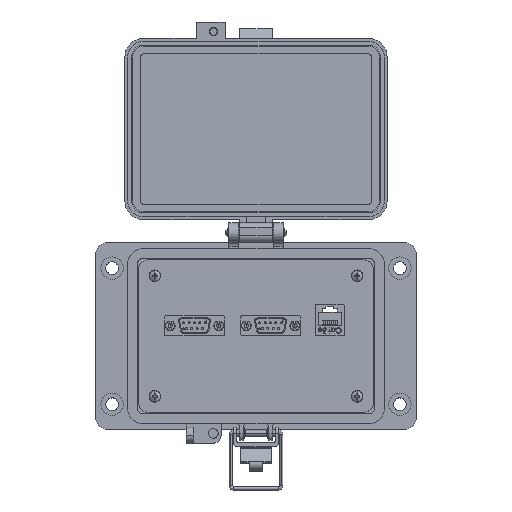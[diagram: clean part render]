
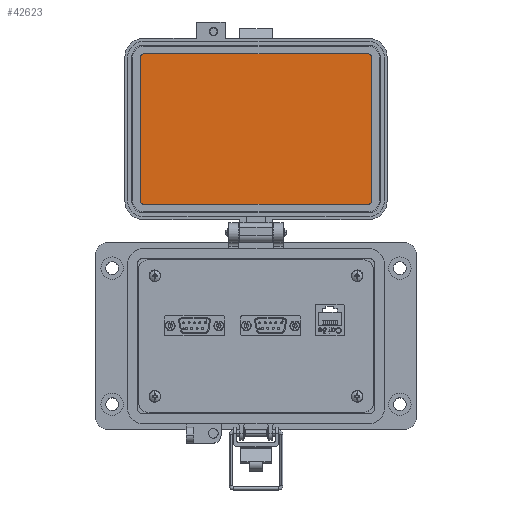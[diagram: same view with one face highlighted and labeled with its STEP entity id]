
A CAD part, top view. The second image highlights one B-rep face of the part: STEP entity #42623.
In plain terms, the highlighted planar face has unit normal (0, 0, 1).
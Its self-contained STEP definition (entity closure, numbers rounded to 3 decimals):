
#1483 = CARTESIAN_POINT ( 'NONE',  ( 57.717, 145.119, 8.694 ) ) ;
#1863 = ORIENTED_EDGE ( 'NONE', *, *, #16783, .F. ) ;
#1872 = EDGE_CURVE ( 'NONE', #63907, #59979, #61636, .T. ) ;
#2284 = CARTESIAN_POINT ( 'NONE',  ( -59.505, 69.55, 8.694 ) ) ;
#3655 = CIRCLE ( 'NONE', #27436, 1.785 ) ;
#3938 = EDGE_CURVE ( 'NONE', #51858, #62191, #12740, .T. ) ;
#5038 = CARTESIAN_POINT ( 'NONE',  ( -57.72, 143.334, 8.694 ) ) ;
#6474 = DIRECTION ( 'NONE',  ( 0., 0., -1. ) ) ;
#6805 = EDGE_CURVE ( 'NONE', #30402, #51858, #49444, .T. ) ;
#9177 = ORIENTED_EDGE ( 'NONE', *, *, #1872, .F. ) ;
#9401 = ORIENTED_EDGE ( 'NONE', *, *, #14227, .F. ) ;
#9588 = CARTESIAN_POINT ( 'NONE',  ( 59.502, 143.334, 8.694 ) ) ;
#9778 = LINE ( 'NONE', #24337, #17567 ) ;
#12740 = LINE ( 'NONE', #13376, #15263 ) ;
#13130 = DIRECTION ( 'NONE',  ( 0., -1., 0. ) ) ;
#13376 = CARTESIAN_POINT ( 'NONE',  ( 57.717, 145.119, 8.694 ) ) ;
#14227 = EDGE_CURVE ( 'NONE', #62191, #15477, #3655, .T. ) ;
#14522 = CARTESIAN_POINT ( 'NONE',  ( -30.745, 145.119, 8.694 ) ) ;
#14608 = CIRCLE ( 'NONE', #43571, 1.785 ) ;
#15263 = VECTOR ( 'NONE', #57992, 1000. ) ;
#15345 = CARTESIAN_POINT ( 'NONE',  ( 59.502, 69.55, 8.694 ) ) ;
#15477 = VERTEX_POINT ( 'NONE', #9588 ) ;
#16783 = EDGE_CURVE ( 'NONE', #15477, #40278, #37077, .T. ) ;
#17094 = DIRECTION ( 'NONE',  ( 0., -1., 0. ) ) ;
#17567 = VECTOR ( 'NONE', #34048, 1000. ) ;
#20443 = CARTESIAN_POINT ( 'NONE',  ( 57.717, 143.334, 8.694 ) ) ;
#21033 = DIRECTION ( 'NONE',  ( 0., -1., 0. ) ) ;
#21288 = CARTESIAN_POINT ( 'NONE',  ( 57.717, 69.55, 8.694 ) ) ;
#22412 = DIRECTION ( 'NONE',  ( 0., 0., 1. ) ) ;
#22705 = EDGE_CURVE ( 'NONE', #33446, #63907, #9778, .T. ) ;
#24337 = CARTESIAN_POINT ( 'NONE',  ( -57.72, 67.765, 8.694 ) ) ;
#24543 = PLANE ( 'NONE',  #54510 ) ;
#24770 = DIRECTION ( 'NONE',  ( 0., 0., -1. ) ) ;
#24865 = EDGE_CURVE ( 'NONE', #40278, #33446, #14608, .T. ) ;
#24988 = DIRECTION ( 'NONE',  ( 0., 0., -1. ) ) ;
#25409 = DIRECTION ( 'NONE',  ( 0., -1., 0. ) ) ;
#27075 = ORIENTED_EDGE ( 'NONE', *, *, #22705, .F. ) ;
#27436 = AXIS2_PLACEMENT_3D ( 'NONE', #20443, #24988, #45052 ) ;
#28552 = CARTESIAN_POINT ( 'NONE',  ( -57.72, 67.765, 8.694 ) ) ;
#30402 = VERTEX_POINT ( 'NONE', #58662 ) ;
#32569 = ORIENTED_EDGE ( 'NONE', *, *, #43436, .F. ) ;
#33446 = VERTEX_POINT ( 'NONE', #47473 ) ;
#33894 = ORIENTED_EDGE ( 'NONE', *, *, #6805, .F. ) ;
#34048 = DIRECTION ( 'NONE',  ( -1., 0., 0. ) ) ;
#37077 = LINE ( 'NONE', #63228, #55483 ) ;
#38484 = FACE_OUTER_BOUND ( 'NONE', #44659, .T. ) ;
#40230 = CARTESIAN_POINT ( 'NONE',  ( -59.505, 143.334, 8.694 ) ) ;
#40278 = VERTEX_POINT ( 'NONE', #15345 ) ;
#40712 = DIRECTION ( 'NONE',  ( 0., 0., -1. ) ) ;
#41502 = ORIENTED_EDGE ( 'NONE', *, *, #3938, .F. ) ;
#42623 = ADVANCED_FACE ( 'NONE', ( #38484 ), #24543, .T. ) ;
#43204 = VECTOR ( 'NONE', #50276, 1000. ) ;
#43436 = EDGE_CURVE ( 'NONE', #59979, #30402, #54789, .T. ) ;
#43571 = AXIS2_PLACEMENT_3D ( 'NONE', #21288, #40712, #17094 ) ;
#43660 = DIRECTION ( 'NONE',  ( 0., -1., 0. ) ) ;
#44659 = EDGE_LOOP ( 'NONE', ( #33894, #32569, #9177, #27075, #61829, #1863, #9401, #41502 ) ) ;
#45052 = DIRECTION ( 'NONE',  ( 0., -1., 0. ) ) ;
#47473 = CARTESIAN_POINT ( 'NONE',  ( 57.717, 67.765, 8.694 ) ) ;
#49444 = CIRCLE ( 'NONE', #60821, 1.785 ) ;
#50276 = DIRECTION ( 'NONE',  ( 0., 1., 0. ) ) ;
#51316 = AXIS2_PLACEMENT_3D ( 'NONE', #60808, #6474, #21033 ) ;
#51858 = VERTEX_POINT ( 'NONE', #57526 ) ;
#54510 = AXIS2_PLACEMENT_3D ( 'NONE', #14522, #22412, #43660 ) ;
#54789 = LINE ( 'NONE', #40230, #43204 ) ;
#55483 = VECTOR ( 'NONE', #13130, 1000. ) ;
#57526 = CARTESIAN_POINT ( 'NONE',  ( -57.72, 145.119, 8.694 ) ) ;
#57992 = DIRECTION ( 'NONE',  ( 1., 0., 0. ) ) ;
#58662 = CARTESIAN_POINT ( 'NONE',  ( -59.505, 143.334, 8.694 ) ) ;
#59979 = VERTEX_POINT ( 'NONE', #2284 ) ;
#60808 = CARTESIAN_POINT ( 'NONE',  ( -57.72, 69.55, 8.694 ) ) ;
#60821 = AXIS2_PLACEMENT_3D ( 'NONE', #5038, #24770, #25409 ) ;
#61636 = CIRCLE ( 'NONE', #51316, 1.785 ) ;
#61829 = ORIENTED_EDGE ( 'NONE', *, *, #24865, .F. ) ;
#62191 = VERTEX_POINT ( 'NONE', #1483 ) ;
#63228 = CARTESIAN_POINT ( 'NONE',  ( 59.502, 69.55, 8.694 ) ) ;
#63907 = VERTEX_POINT ( 'NONE', #28552 ) ;
